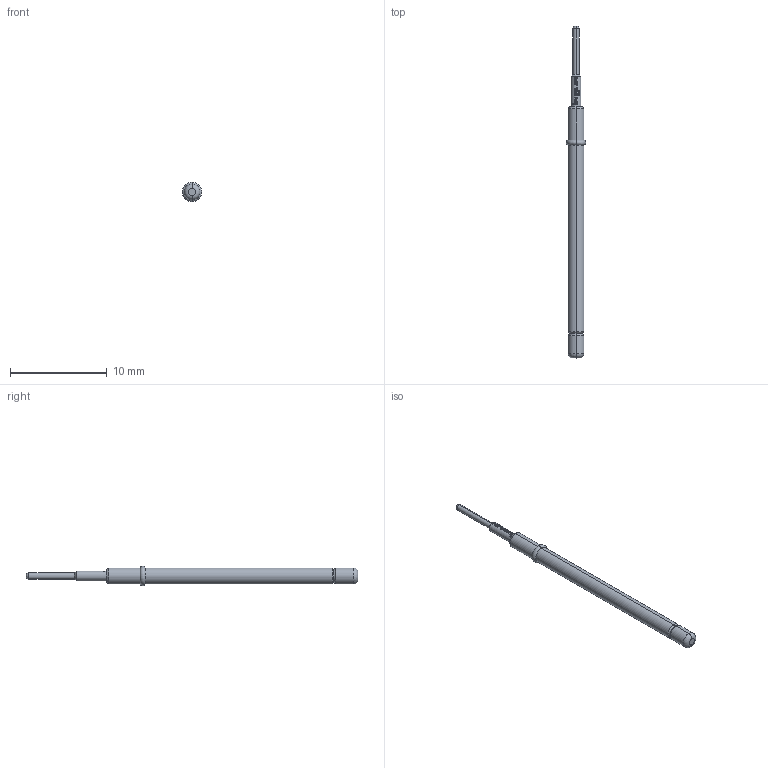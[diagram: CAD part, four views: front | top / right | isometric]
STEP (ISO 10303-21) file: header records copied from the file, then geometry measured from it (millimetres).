
FILE_DESCRIPTION (( 'STEP AP203' ), '1' );
FILE_NAME ('INGUN_GKS-112_305_064_A_xx04.STEP', '2022-01-12T10:23:36', ( 'ochi' ), ( '' ), 'SwSTEP 2.0', 'SolidWorks 2018', '' );
FILE_SCHEMA (( 'CONFIG_CONTROL_DESIGN' ));
Length unit declared in the file: millimetre
Products named in the file (1): INGUN_GKS-112_305_064_A_xx04
Bounding box: 2 x 34.3 x 2 mm (x, y, z)
Volume: 59.6 mm3; surface area: 158.7 mm2
Topology: 1 solids, 1 shells, 108 faces, 292 edges, 188 vertices
Faces by surface type: plane 43, cylinder 29, bspline 22, torus 10, cone 4
Entity records: 3749 total; most frequent: CARTESIAN_POINT 1089, ORIENTED_EDGE 584, DIRECTION 494, EDGE_CURVE 292, AXIS2_PLACEMENT_3D 201, VERTEX_POINT 188, CIRCLE 114, EDGE_LOOP 110
